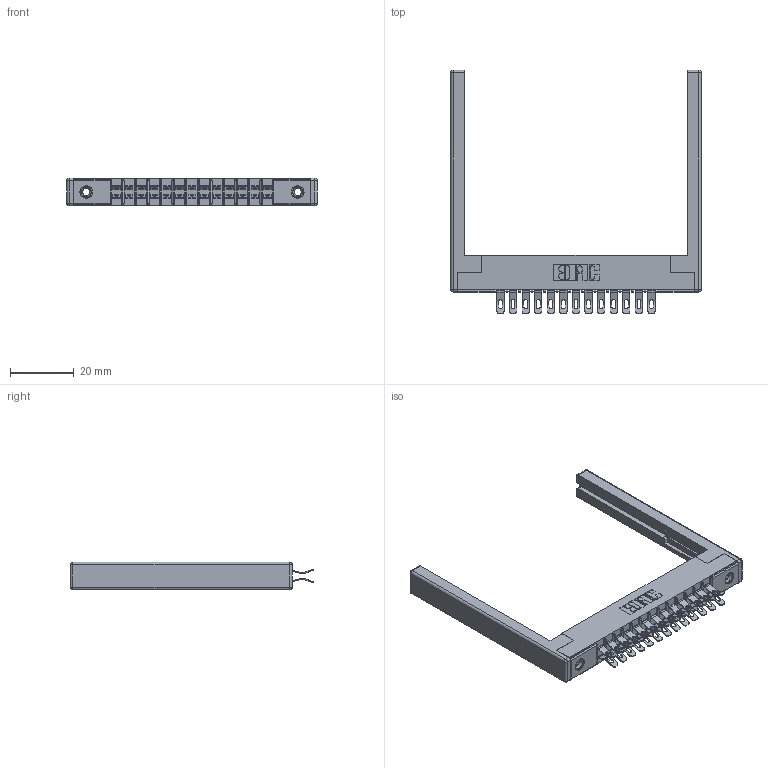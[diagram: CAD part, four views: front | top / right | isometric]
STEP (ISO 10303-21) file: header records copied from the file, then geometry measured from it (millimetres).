
FILE_DESCRIPTION (( 'STEP AP203' ), '1' );
FILE_NAME ('355-026-555-268.STEP', '2019-09-11T05:44:22', ( '' ), ( '' ), 'SwSTEP 2.0', 'SolidWorks 2016', '' );
FILE_SCHEMA (( 'CONFIG_CONTROL_DESIGN' ));
Length unit declared in the file: inch
Products named in the file (5): 305 Part_.156 Dia; 355-026-555-268; 305-290-001_555; 307-220-068; 345-250-001_345-250-001-102
Assembly tree (31 placements, depth 2):
  355-026-555-268
    305 Part_.156 Dia
    305-290-001_555  x26
    345-250-001_345-250-001-102  x2
    307-220-068  x2
Bounding box: 78.94 x 76.71 x 8.71 mm (x, y, z)
Volume: 9611 mm3; surface area: 13466.6 mm2
Topology: 31 solids, 31 shells, 1986 faces, 5841 edges, 3802 vertices
Faces by surface type: plane 988, cylinder 922, sphere 60, cone 12, torus 4
Entity records: 20989 total; most frequent: CARTESIAN_POINT 3464, ORIENTED_EDGE 3416, DIRECTION 3388, EDGE_CURVE 1708, VECTOR 1320, LINE 1320, VERTEX_POINT 1094, AXIS2_PLACEMENT_3D 1034
